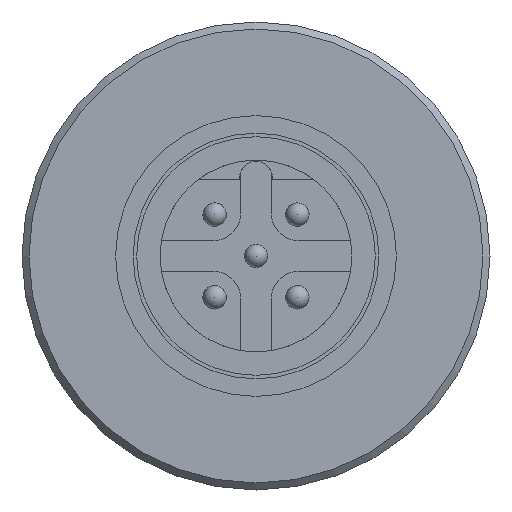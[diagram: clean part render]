
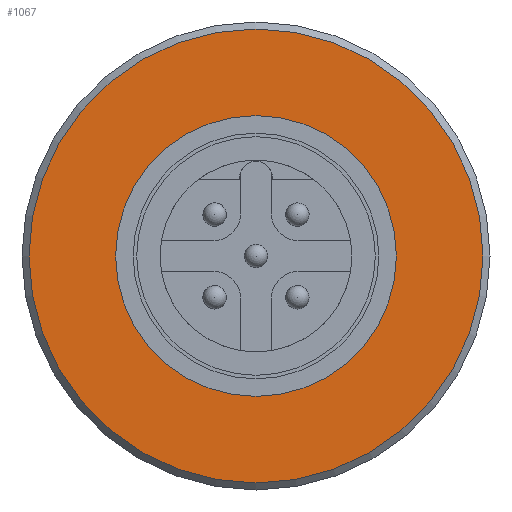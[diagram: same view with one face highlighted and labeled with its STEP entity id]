
A CAD part, front view. The second image highlights one B-rep face of the part: STEP entity #1067.
In plain terms, the highlighted planar face has unit normal (0, -1, 0).
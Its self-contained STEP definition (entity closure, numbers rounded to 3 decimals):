
#37=PLANE('',#1199);
#310=ORIENTED_EDGE('',*,*,#551,.F.);
#311=ORIENTED_EDGE('',*,*,#550,.T.);
#550=EDGE_CURVE('',#675,#675,#758,.T.);
#551=EDGE_CURVE('',#676,#676,#759,.T.);
#675=VERTEX_POINT('',#1825);
#676=VERTEX_POINT('',#1828);
#758=CIRCLE('',#1198,9.7);
#759=CIRCLE('',#1200,5.5);
#842=EDGE_LOOP('',(#310));
#843=EDGE_LOOP('',(#311));
#962=FACE_BOUND('',#842,.T.);
#963=FACE_BOUND('',#843,.T.);
#1067=ADVANCED_FACE('',(#962,#963),#37,.F.);
#1198=AXIS2_PLACEMENT_3D('',#1824,#1441,#1442);
#1199=AXIS2_PLACEMENT_3D('',#1826,#1443,#1444);
#1200=AXIS2_PLACEMENT_3D('',#1827,#1445,#1446);
#1441=DIRECTION('',(0.,-1.,0.));
#1442=DIRECTION('',(0.,0.,-1.));
#1443=DIRECTION('',(0.,1.,0.));
#1444=DIRECTION('',(0.,0.,1.));
#1445=DIRECTION('',(0.,-1.,0.));
#1446=DIRECTION('',(0.,0.,-1.));
#1824=CARTESIAN_POINT('',(0.,10.45,0.));
#1825=CARTESIAN_POINT('',(0.,10.45,-9.7));
#1826=CARTESIAN_POINT('',(9.7,10.45,0.));
#1827=CARTESIAN_POINT('',(0.,10.45,0.));
#1828=CARTESIAN_POINT('',(0.,10.45,-5.5));
